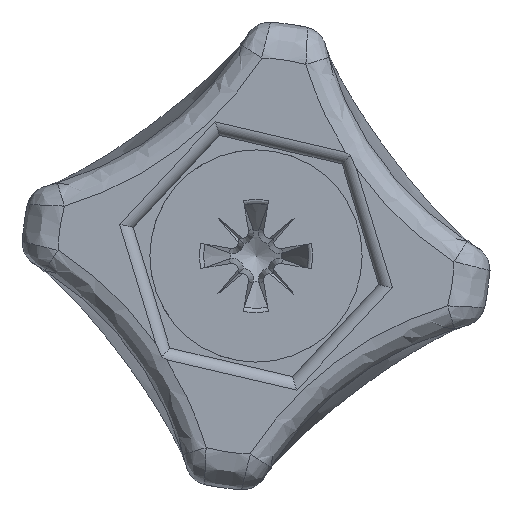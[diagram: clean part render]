
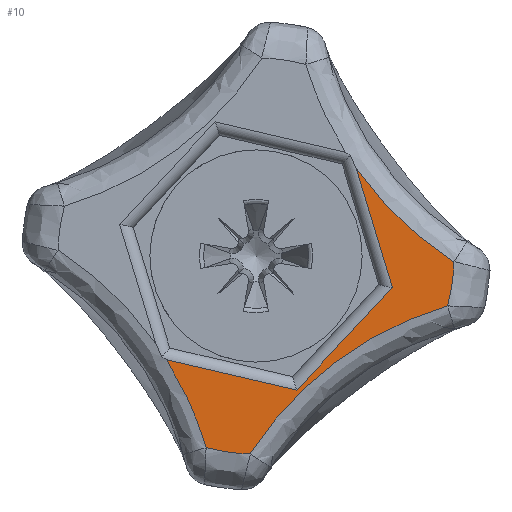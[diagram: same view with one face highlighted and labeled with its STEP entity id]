
A CAD part, left-side view. The second image highlights one B-rep face of the part: STEP entity #10.
In plain terms, the highlighted planar face has unit normal (-1, 0, 0).
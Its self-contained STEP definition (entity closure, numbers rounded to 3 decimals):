
#10 = ADVANCED_FACE ( 'NONE', ( #3989 ), #4043, .T. ) ;
#252 = EDGE_CURVE ( 'NONE', #4439, #4445, #4589, .T. ) ;
#276 = EDGE_CURVE ( 'NONE', #719, #4449, #4588, .T. ) ;
#277 = EDGE_CURVE ( 'NONE', #4445, #719, #4587, .T. ) ;
#278 = EDGE_CURVE ( 'NONE', #4449, #4457, #4586, .T. ) ;
#280 = EDGE_CURVE ( 'NONE', #4457, #4476, #4595, .T. ) ;
#291 = EDGE_CURVE ( 'NONE', #720, #4439, #4577, .T. ) ;
#295 = EDGE_CURVE ( 'NONE', #718, #4476, #1968, .T. ) ;
#296 = EDGE_CURVE ( 'NONE', #726, #718, #1979, .T. ) ;
#297 = EDGE_CURVE ( 'NONE', #720, #726, #1972, .T. ) ;
#584 = CARTESIAN_POINT ( 'NONE',  ( -0.34, -48.834, 1.946 ) ) ;
#585 = CARTESIAN_POINT ( 'NONE',  ( -0.34, -48.238, 2.101 ) ) ;
#635 = CARTESIAN_POINT ( 'NONE',  ( -0.34, -49.44, 1.859 ) ) ;
#636 = CARTESIAN_POINT ( 'NONE',  ( -0.34, -50.056, 1.841 ) ) ;
#682 = CARTESIAN_POINT ( 'NONE',  ( -0.34, -50.524, 2.573 ) ) ;
#683 = CARTESIAN_POINT ( 'NONE',  ( -0.34, -50.056, 1.841 ) ) ;
#684 = CARTESIAN_POINT ( 'NONE',  ( -0.34, -53.572, 5.628 ) ) ;
#685 = CARTESIAN_POINT ( 'NONE',  ( -0.34, -54.267, 6.15 ) ) ;
#689 = CARTESIAN_POINT ( 'NONE',  ( -0.34, -55.003, 6.605 ) ) ;
#690 = CARTESIAN_POINT ( 'NONE',  ( -0.34, -56.554, 7.383 ) ) ;
#691 = CARTESIAN_POINT ( 'NONE',  ( -0.34, -57.359, 7.7 ) ) ;
#692 = CARTESIAN_POINT ( 'NONE',  ( -0.34, -58.192, 7.946 ) ) ;
#693 = CARTESIAN_POINT ( 'NONE',  ( -0.34, -58.347, 8.542 ) ) ;
#694 = CARTESIAN_POINT ( 'NONE',  ( -0.34, -58.192, 7.946 ) ) ;
#695 = CARTESIAN_POINT ( 'NONE',  ( -0.34, -51.054, 3.257 ) ) ;
#696 = CARTESIAN_POINT ( 'NONE',  ( -0.34, -52.235, 4.528 ) ) ;
#697 = CARTESIAN_POINT ( 'NONE',  ( -0.34, -52.877, 5.107 ) ) ;
#698 = CARTESIAN_POINT ( 'NONE',  ( -0.34, -53.572, 5.628 ) ) ;
#701 = CARTESIAN_POINT ( 'NONE',  ( -0.34, -58.434, 9.147 ) ) ;
#702 = CARTESIAN_POINT ( 'NONE',  ( -0.34, -58.452, 9.763 ) ) ;
#703 = CARTESIAN_POINT ( 'NONE',  ( -0.34, -58.452, 9.763 ) ) ;
#704 = CARTESIAN_POINT ( 'NONE',  ( -0.34, -57.662, 10.269 ) ) ;
#709 = CARTESIAN_POINT ( 'NONE',  ( -0.34, -56.928, 10.846 ) ) ;
#710 = CARTESIAN_POINT ( 'NONE',  ( -0.34, -55.573, 12.141 ) ) ;
#711 = CARTESIAN_POINT ( 'NONE',  ( -0.34, -54.963, 12.847 ) ) ;
#712 = CARTESIAN_POINT ( 'NONE',  ( -0.34, -54.421, 13.613 ) ) ;
#718 = VERTEX_POINT ( 'NONE', #2413 ) ;
#719 = VERTEX_POINT ( 'NONE', #2414 ) ;
#720 = VERTEX_POINT ( 'NONE', #2415 ) ;
#726 = VERTEX_POINT ( 'NONE', #2421 ) ;
#1593 = CARTESIAN_POINT ( 'NONE',  ( -0.34, -48.238, 2.101 ) ) ;
#1599 = CARTESIAN_POINT ( 'NONE',  ( -0.34, -50.056, 1.841 ) ) ;
#1603 = CARTESIAN_POINT ( 'NONE',  ( -0.34, -58.192, 7.946 ) ) ;
#1611 = CARTESIAN_POINT ( 'NONE',  ( -0.34, -58.452, 9.763 ) ) ;
#1630 = CARTESIAN_POINT ( 'NONE',  ( -0.34, -54.421, 13.613 ) ) ;
#1947 = CARTESIAN_POINT ( 'NONE',  ( -0.34, -47.316, 4.593 ) ) ;
#1948 = CARTESIAN_POINT ( 'NONE',  ( -0.34, -46.605, 5.726 ) ) ;
#1963 = CARTESIAN_POINT ( 'NONE',  ( -0.34, -47.86, 3.384 ) ) ;
#1964 = CARTESIAN_POINT ( 'NONE',  ( -0.34, -48.238, 2.101 ) ) ;
#1968 = LINE ( 'NONE', #1977, #3247 ) ;
#1969 = CARTESIAN_POINT ( 'NONE',  ( -0.34, -54.459, 7.134 ) ) ;
#1972 = LINE ( 'NONE', #1982, #3241 ) ;
#1977 = CARTESIAN_POINT ( 'NONE',  ( -0.34, -55.553, 9.885 ) ) ;
#1978 = DIRECTION ( 'NONE',  ( 0., 0.29, 0.957 ) ) ;
#1979 = LINE ( 'NONE', #1969, #3244 ) ;
#1981 = DIRECTION ( 'NONE',  ( 0., -0.684, 0.73 ) ) ;
#1982 = CARTESIAN_POINT ( 'NONE',  ( -0.34, -52.754, 4.292 ) ) ;
#1983 = DIRECTION ( 'NONE',  ( 0., -0.974, -0.227 ) ) ;
#2413 = CARTESIAN_POINT ( 'NONE',  ( -0.34, -55.915, 8.689 ) ) ;
#2414 = CARTESIAN_POINT ( 'NONE',  ( -0.34, -53.572, 5.628 ) ) ;
#2415 = CARTESIAN_POINT ( 'NONE',  ( -0.34, -46.605, 5.726 ) ) ;
#2421 = CARTESIAN_POINT ( 'NONE',  ( -0.34, -51.969, 4.475 ) ) ;
#3241 = VECTOR ( 'NONE', #1983, 1000. ) ;
#3244 = VECTOR ( 'NONE', #1981, 1000. ) ;
#3247 = VECTOR ( 'NONE', #1978, 1000. ) ;
#3988 = CARTESIAN_POINT ( 'NONE',  ( -0.34, -54.043, 5.001 ) ) ;
#3989 = FACE_OUTER_BOUND ( 'NONE', #4343, .T. ) ;
#4043 = PLANE ( 'NONE',  #5143 ) ;
#4046 = DIRECTION ( 'NONE',  ( -1., 0., 0. ) ) ;
#4047 = DIRECTION ( 'NONE',  ( 0., -1., -0.001 ) ) ;
#4336 = ORIENTED_EDGE ( 'NONE', *, *, #277, .T. ) ;
#4343 = EDGE_LOOP ( 'NONE', ( #5121, #5120, #5098, #5129, #5080, #5113, #5087, #4336, #5107 ) ) ;
#4439 = VERTEX_POINT ( 'NONE', #1593 ) ;
#4445 = VERTEX_POINT ( 'NONE', #1599 ) ;
#4449 = VERTEX_POINT ( 'NONE', #1603 ) ;
#4457 = VERTEX_POINT ( 'NONE', #1611 ) ;
#4476 = VERTEX_POINT ( 'NONE', #1630 ) ;
#4577 = B_SPLINE_CURVE_WITH_KNOTS ( 'NONE', 3,
 ( #1948, #1947, #1963, #1964 ),
 .UNSPECIFIED., .F., .F.,
 ( 4, 4 ),
 ( 0., 1. ),
 .UNSPECIFIED. ) ;
#4586 = B_SPLINE_CURVE_WITH_KNOTS ( 'NONE', 3,
 ( #694, #693, #701, #702 ),
 .UNSPECIFIED., .F., .F.,
 ( 4, 4 ),
 ( 0., 1. ),
 .UNSPECIFIED. ) ;
#4587 = B_SPLINE_CURVE_WITH_KNOTS ( 'NONE', 3,
 ( #683, #682, #695, #696, #697, #698 ),
 .UNSPECIFIED., .F., .F.,
 ( 4, 2, 4 ),
 ( 0., 0.5, 1. ),
 .UNSPECIFIED. ) ;
#4588 = B_SPLINE_CURVE_WITH_KNOTS ( 'NONE', 3,
 ( #684, #685, #689, #690, #691, #692 ),
 .UNSPECIFIED., .F., .F.,
 ( 4, 2, 4 ),
 ( 0., 0.5, 1. ),
 .UNSPECIFIED. ) ;
#4589 = B_SPLINE_CURVE_WITH_KNOTS ( 'NONE', 3,
 ( #585, #584, #635, #636 ),
 .UNSPECIFIED., .F., .F.,
 ( 4, 4 ),
 ( 0., 1. ),
 .UNSPECIFIED. ) ;
#4595 = B_SPLINE_CURVE_WITH_KNOTS ( 'NONE', 3,
 ( #703, #704, #709, #710, #711, #712 ),
 .UNSPECIFIED., .F., .F.,
 ( 4, 2, 4 ),
 ( 0., 0.5, 1. ),
 .UNSPECIFIED. ) ;
#5080 = ORIENTED_EDGE ( 'NONE', *, *, #297, .F. ) ;
#5087 = ORIENTED_EDGE ( 'NONE', *, *, #252, .T. ) ;
#5098 = ORIENTED_EDGE ( 'NONE', *, *, #295, .F. ) ;
#5107 = ORIENTED_EDGE ( 'NONE', *, *, #276, .T. ) ;
#5113 = ORIENTED_EDGE ( 'NONE', *, *, #291, .T. ) ;
#5120 = ORIENTED_EDGE ( 'NONE', *, *, #280, .T. ) ;
#5121 = ORIENTED_EDGE ( 'NONE', *, *, #278, .T. ) ;
#5129 = ORIENTED_EDGE ( 'NONE', *, *, #296, .F. ) ;
#5143 = AXIS2_PLACEMENT_3D ( 'NONE', #3988, #4046, #4047 ) ;
